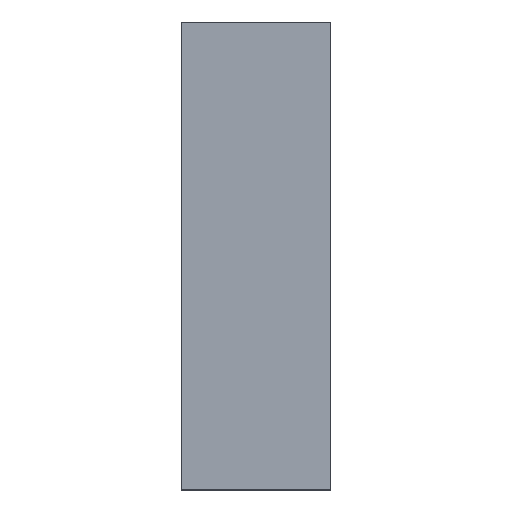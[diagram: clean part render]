
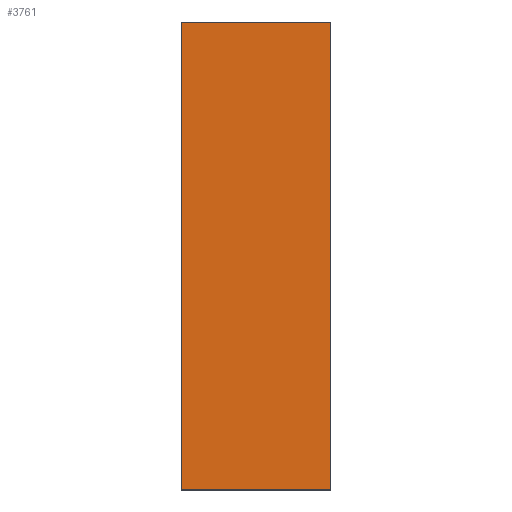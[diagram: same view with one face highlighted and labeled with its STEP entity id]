
A CAD part, left-side view. The second image highlights one B-rep face of the part: STEP entity #3761.
In plain terms, the highlighted planar face has unit normal (-1, 0, 0).
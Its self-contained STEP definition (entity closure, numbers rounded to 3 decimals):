
#6 = DIRECTION ( 'NONE',  ( 0., 0., 1. ) ) ;
#190 = VERTEX_POINT ( 'NONE', #2482 ) ;
#310 = DIRECTION ( 'NONE',  ( 1., 0., 0. ) ) ;
#439 = VECTOR ( 'NONE', #1579, 1000. ) ;
#470 = CARTESIAN_POINT ( 'NONE',  ( -2.5, 1.28, -2. ) ) ;
#566 = ORIENTED_EDGE ( 'NONE', *, *, #587, .T. ) ;
#587 = EDGE_CURVE ( 'NONE', #2655, #2697, #3931, .T. ) ;
#789 = CARTESIAN_POINT ( 'NONE',  ( -2.5, 0., 2. ) ) ;
#1121 = CARTESIAN_POINT ( 'NONE',  ( -2.5, 0., -2. ) ) ;
#1251 = ORIENTED_EDGE ( 'NONE', *, *, #3245, .F. ) ;
#1309 = CARTESIAN_POINT ( 'NONE',  ( -2.5, 0., -2. ) ) ;
#1335 = ORIENTED_EDGE ( 'NONE', *, *, #3146, .T. ) ;
#1545 = LINE ( 'NONE', #1830, #3110 ) ;
#1563 = EDGE_CURVE ( 'NONE', #190, #2467, #1545, .T. ) ;
#1579 = DIRECTION ( 'NONE',  ( 0., -1., 0. ) ) ;
#1670 = VECTOR ( 'NONE', #2048, 1000. ) ;
#1729 = LINE ( 'NONE', #4645, #1670 ) ;
#1829 = FACE_OUTER_BOUND ( 'NONE', #3076, .T. ) ;
#1830 = CARTESIAN_POINT ( 'NONE',  ( -2.5, 1.28, -2. ) ) ;
#2048 = DIRECTION ( 'NONE',  ( 0., -1., 0. ) ) ;
#2069 = CARTESIAN_POINT ( 'NONE',  ( -2.5, 1.28, 2. ) ) ;
#2130 = PLANE ( 'NONE',  #3822 ) ;
#2467 = VERTEX_POINT ( 'NONE', #2069 ) ;
#2482 = CARTESIAN_POINT ( 'NONE',  ( -2.5, 1.28, -2. ) ) ;
#2655 = VERTEX_POINT ( 'NONE', #1121 ) ;
#2697 = VERTEX_POINT ( 'NONE', #789 ) ;
#2928 = DIRECTION ( 'NONE',  ( 0., 0., -1. ) ) ;
#3076 = EDGE_LOOP ( 'NONE', ( #566, #1251, #3279, #1335 ) ) ;
#3110 = VECTOR ( 'NONE', #6, 1000. ) ;
#3146 = EDGE_CURVE ( 'NONE', #190, #2655, #3778, .T. ) ;
#3245 = EDGE_CURVE ( 'NONE', #2467, #2697, #1729, .T. ) ;
#3279 = ORIENTED_EDGE ( 'NONE', *, *, #1563, .F. ) ;
#3334 = CARTESIAN_POINT ( 'NONE',  ( -2.5, 1.28, -2. ) ) ;
#3761 = ADVANCED_FACE ( 'NONE', ( #1829 ), #2130, .F. ) ;
#3778 = LINE ( 'NONE', #470, #439 ) ;
#3822 = AXIS2_PLACEMENT_3D ( 'NONE', #3334, #310, #2928 ) ;
#3931 = LINE ( 'NONE', #1309, #4499 ) ;
#4241 = DIRECTION ( 'NONE',  ( 0., 0., 1. ) ) ;
#4499 = VECTOR ( 'NONE', #4241, 1000. ) ;
#4645 = CARTESIAN_POINT ( 'NONE',  ( -2.5, 1.28, 2. ) ) ;
